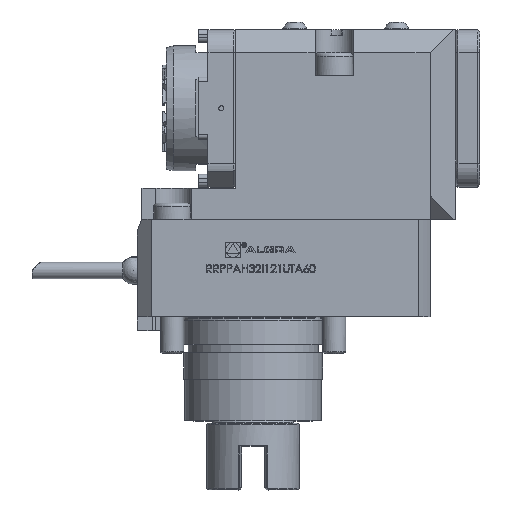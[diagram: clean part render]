
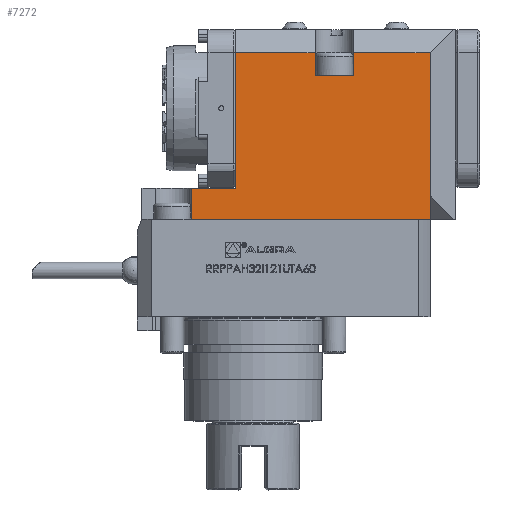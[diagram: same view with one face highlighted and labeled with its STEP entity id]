
A CAD part, top view. The second image highlights one B-rep face of the part: STEP entity #7272.
In plain terms, the highlighted planar face has unit normal (0, 0, 1).
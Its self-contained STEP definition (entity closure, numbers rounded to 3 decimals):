
#102 = VECTOR ( 'NONE', #21606, 1000. ) ;
#189 = CARTESIAN_POINT ( 'NONE',  ( 76.5, 159., 46. ) ) ;
#467 = VERTEX_POINT ( 'NONE', #16125 ) ;
#1169 = ORIENTED_EDGE ( 'NONE', *, *, #27042, .T. ) ;
#1602 = ORIENTED_EDGE ( 'NONE', *, *, #12214, .F. ) ;
#2949 = DIRECTION ( 'NONE',  ( -1., 0., 0. ) ) ;
#2998 = CARTESIAN_POINT ( 'NONE',  ( 26.75, 159., 46. ) ) ;
#3022 = LINE ( 'NONE', #18822, #102 ) ;
#3228 = CARTESIAN_POINT ( 'NONE',  ( 71.477, 87., 46. ) ) ;
#3610 = DIRECTION ( 'NONE',  ( -1., 0., 0. ) ) ;
#3736 = EDGE_CURVE ( 'NONE', #20799, #8083, #12802, .T. ) ;
#3843 = FACE_OUTER_BOUND ( 'NONE', #9437, .T. ) ;
#3904 = EDGE_CURVE ( 'NONE', #9561, #9087, #10676, .T. ) ;
#4455 = VERTEX_POINT ( 'NONE', #4923 ) ;
#4543 = EDGE_CURVE ( 'NONE', #7531, #10725, #15056, .T. ) ;
#4923 = CARTESIAN_POINT ( 'NONE',  ( 43.25, 149., 46. ) ) ;
#5255 = VECTOR ( 'NONE', #2949, 1000. ) ;
#5566 = CARTESIAN_POINT ( 'NONE',  ( 94., 87., 46. ) ) ;
#5603 = DIRECTION ( 'NONE',  ( -1., 0., 0. ) ) ;
#5906 = VECTOR ( 'NONE', #22913, 1000. ) ;
#5931 = CARTESIAN_POINT ( 'NONE',  ( -26.75, 100.5, 46. ) ) ;
#6150 = DIRECTION ( 'NONE',  ( 0., 0., 1. ) ) ;
#6426 = CARTESIAN_POINT ( 'NONE',  ( -26.75, 87., 46. ) ) ;
#6666 = VECTOR ( 'NONE', #21819, 1000. ) ;
#7272 = ADVANCED_FACE ( 'Defeature completata1_10', ( #3843 ), #28789, .T. ) ;
#7531 = VERTEX_POINT ( 'NONE', #2998 ) ;
#7582 = CARTESIAN_POINT ( 'NONE',  ( -26.75, 169., 46. ) ) ;
#8083 = VERTEX_POINT ( 'NONE', #5931 ) ;
#8091 = LINE ( 'NONE', #26290, #16985 ) ;
#8240 = LINE ( 'NONE', #28553, #17868 ) ;
#8783 = VERTEX_POINT ( 'NONE', #30297 ) ;
#9087 = VERTEX_POINT ( 'NONE', #3228 ) ;
#9280 = LINE ( 'NONE', #189, #18254 ) ;
#9437 = EDGE_LOOP ( 'NONE', ( #29237, #27939, #10873, #1602, #24119, #26179, #25537, #22734, #17413, #1169, #10921, #23144 ) ) ;
#9561 = VERTEX_POINT ( 'NONE', #6426 ) ;
#9852 = CARTESIAN_POINT ( 'NONE',  ( 94., 159., 46. ) ) ;
#9936 = CARTESIAN_POINT ( 'NONE',  ( -7.5, 159., 46. ) ) ;
#10340 = CARTESIAN_POINT ( 'NONE',  ( 26.75, 169., 46. ) ) ;
#10379 = AXIS2_PLACEMENT_3D ( 'NONE', #12740, #6150, #24516 ) ;
#10676 = LINE ( 'NONE', #22605, #5906 ) ;
#10725 = VERTEX_POINT ( 'NONE', #9936 ) ;
#10873 = ORIENTED_EDGE ( 'NONE', *, *, #26699, .T. ) ;
#10887 = VECTOR ( 'NONE', #3610, 1000. ) ;
#10921 = ORIENTED_EDGE ( 'NONE', *, *, #3904, .T. ) ;
#12214 = EDGE_CURVE ( 'NONE', #4455, #8783, #8091, .T. ) ;
#12260 = VECTOR ( 'NONE', #21706, 1000. ) ;
#12366 = DIRECTION ( 'NONE',  ( 0., 1., 0. ) ) ;
#12491 = CARTESIAN_POINT ( 'NONE',  ( -7.5, 100.5, 46. ) ) ;
#12740 = CARTESIAN_POINT ( 'NONE',  ( 94., 169., 46. ) ) ;
#12802 = LINE ( 'NONE', #12491, #12260 ) ;
#12984 = LINE ( 'NONE', #29026, #10887 ) ;
#13531 = EDGE_CURVE ( 'NONE', #7531, #467, #26232, .T. ) ;
#14293 = VECTOR ( 'NONE', #28631, 1000. ) ;
#14935 = LINE ( 'NONE', #5566, #5255 ) ;
#15056 = LINE ( 'NONE', #9852, #14293 ) ;
#15693 = CARTESIAN_POINT ( 'NONE',  ( 76.5, 97.1, 46. ) ) ;
#16066 = EDGE_CURVE ( 'NONE', #4455, #467, #12984, .T. ) ;
#16125 = CARTESIAN_POINT ( 'NONE',  ( 26.75, 149., 46. ) ) ;
#16778 = CARTESIAN_POINT ( 'NONE',  ( 76.5, 87., 46. ) ) ;
#16985 = VECTOR ( 'NONE', #12366, 1000. ) ;
#17413 = ORIENTED_EDGE ( 'NONE', *, *, #3736, .T. ) ;
#17868 = VECTOR ( 'NONE', #5603, 1000. ) ;
#18254 = VECTOR ( 'NONE', #28207, 1000. ) ;
#18822 = CARTESIAN_POINT ( 'NONE',  ( 76.5, 87.1, 46. ) ) ;
#19159 = EDGE_CURVE ( 'NONE', #27162, #29952, #3022, .T. ) ;
#19960 = VERTEX_POINT ( 'NONE', #21642 ) ;
#20799 = VERTEX_POINT ( 'NONE', #21002 ) ;
#21002 = CARTESIAN_POINT ( 'NONE',  ( -7.5, 100.5, 46. ) ) ;
#21172 = EDGE_CURVE ( 'NONE', #29952, #9087, #14935, .T. ) ;
#21606 = DIRECTION ( 'NONE',  ( 0., -1., 0. ) ) ;
#21642 = CARTESIAN_POINT ( 'NONE',  ( 76.5, 159., 46. ) ) ;
#21706 = DIRECTION ( 'NONE',  ( -1., 0., 0. ) ) ;
#21816 = LINE ( 'NONE', #7582, #24279 ) ;
#21819 = DIRECTION ( 'NONE',  ( 0., -1., 0. ) ) ;
#22605 = CARTESIAN_POINT ( 'NONE',  ( -50., 87., 46. ) ) ;
#22668 = EDGE_CURVE ( 'NONE', #10725, #20799, #25326, .T. ) ;
#22734 = ORIENTED_EDGE ( 'NONE', *, *, #22668, .T. ) ;
#22913 = DIRECTION ( 'NONE',  ( 1., 0., 0. ) ) ;
#23144 = ORIENTED_EDGE ( 'NONE', *, *, #21172, .F. ) ;
#24119 = ORIENTED_EDGE ( 'NONE', *, *, #16066, .T. ) ;
#24279 = VECTOR ( 'NONE', #28664, 1000. ) ;
#24516 = DIRECTION ( 'NONE',  ( 1., 0., 0. ) ) ;
#25326 = LINE ( 'NONE', #30175, #25791 ) ;
#25537 = ORIENTED_EDGE ( 'NONE', *, *, #4543, .T. ) ;
#25791 = VECTOR ( 'NONE', #27750, 1000. ) ;
#25991 = EDGE_CURVE ( 'NONE', #27162, #19960, #9280, .T. ) ;
#26179 = ORIENTED_EDGE ( 'NONE', *, *, #13531, .F. ) ;
#26232 = LINE ( 'NONE', #10340, #6666 ) ;
#26290 = CARTESIAN_POINT ( 'NONE',  ( 43.25, 169., 46. ) ) ;
#26699 = EDGE_CURVE ( 'NONE', #19960, #8783, #8240, .T. ) ;
#27042 = EDGE_CURVE ( 'NONE', #8083, #9561, #21816, .T. ) ;
#27162 = VERTEX_POINT ( 'NONE', #15693 ) ;
#27750 = DIRECTION ( 'NONE',  ( 0., -1., 0. ) ) ;
#27939 = ORIENTED_EDGE ( 'NONE', *, *, #25991, .T. ) ;
#28207 = DIRECTION ( 'NONE',  ( 0., 1., 0. ) ) ;
#28553 = CARTESIAN_POINT ( 'NONE',  ( 94., 159., 46. ) ) ;
#28631 = DIRECTION ( 'NONE',  ( -1., 0., 0. ) ) ;
#28664 = DIRECTION ( 'NONE',  ( 0., -1., 0. ) ) ;
#28789 = PLANE ( 'NONE',  #10379 ) ;
#29026 = CARTESIAN_POINT ( 'NONE',  ( 94., 149., 46. ) ) ;
#29237 = ORIENTED_EDGE ( 'NONE', *, *, #19159, .F. ) ;
#29952 = VERTEX_POINT ( 'NONE', #16778 ) ;
#30175 = CARTESIAN_POINT ( 'NONE',  ( -7.5, 169., 46. ) ) ;
#30297 = CARTESIAN_POINT ( 'NONE',  ( 43.25, 159., 46. ) ) ;
